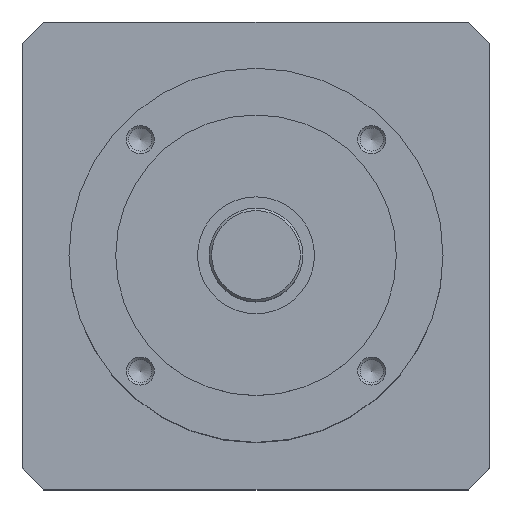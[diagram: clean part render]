
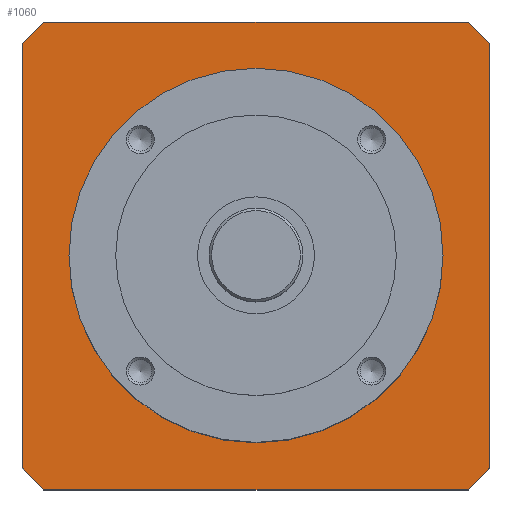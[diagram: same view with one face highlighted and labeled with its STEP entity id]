
A CAD part, top view. The second image highlights one B-rep face of the part: STEP entity #1060.
In plain terms, the highlighted face is planar.
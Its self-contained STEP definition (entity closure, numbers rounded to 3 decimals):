
#95=PLANE('',#1206);
#121=LINE('',#1745,#163);
#126=LINE('',#1760,#168);
#130=LINE('',#1772,#172);
#134=LINE('',#1784,#176);
#163=VECTOR('',#1399,1000.);
#168=VECTOR('',#1412,1000.);
#172=VECTOR('',#1424,1000.);
#176=VECTOR('',#1436,1000.);
#295=ORIENTED_EDGE('',*,*,#449,.F.);
#296=ORIENTED_EDGE('',*,*,#469,.T.);
#297=ORIENTED_EDGE('',*,*,#473,.T.);
#298=ORIENTED_EDGE('',*,*,#476,.T.);
#299=ORIENTED_EDGE('',*,*,#479,.T.);
#300=ORIENTED_EDGE('',*,*,#482,.T.);
#301=ORIENTED_EDGE('',*,*,#485,.T.);
#302=ORIENTED_EDGE('',*,*,#488,.T.);
#303=ORIENTED_EDGE('',*,*,#491,.T.);
#449=EDGE_CURVE('',#568,#568,#664,.T.);
#469=EDGE_CURVE('',#592,#593,#121,.T.);
#473=EDGE_CURVE('',#593,#596,#684,.T.);
#476=EDGE_CURVE('',#596,#598,#126,.T.);
#479=EDGE_CURVE('',#598,#600,#686,.T.);
#482=EDGE_CURVE('',#600,#602,#130,.T.);
#485=EDGE_CURVE('',#602,#604,#688,.T.);
#488=EDGE_CURVE('',#604,#606,#134,.T.);
#491=EDGE_CURVE('',#606,#592,#690,.T.);
#568=VERTEX_POINT('',#1681);
#592=VERTEX_POINT('',#1746);
#593=VERTEX_POINT('',#1747);
#596=VERTEX_POINT('',#1755);
#598=VERTEX_POINT('',#1761);
#600=VERTEX_POINT('',#1767);
#602=VERTEX_POINT('',#1773);
#604=VERTEX_POINT('',#1779);
#606=VERTEX_POINT('',#1785);
#664=CIRCLE('',#1144,40.);
#684=CIRCLE('',#1186,67.5);
#686=CIRCLE('',#1190,67.5);
#688=CIRCLE('',#1194,67.5);
#690=CIRCLE('',#1198,67.5);
#789=EDGE_LOOP('',(#295));
#790=EDGE_LOOP('',(#296,#297,#298,#299,#300,#301,#302,#303));
#925=FACE_BOUND('',#789,.T.);
#926=FACE_BOUND('',#790,.T.);
#1060=ADVANCED_FACE('',(#925,#926),#95,.T.);
#1144=AXIS2_PLACEMENT_3D('',#1680,#1317,#1318);
#1186=AXIS2_PLACEMENT_3D('',#1754,#1405,#1406);
#1190=AXIS2_PLACEMENT_3D('',#1766,#1417,#1418);
#1194=AXIS2_PLACEMENT_3D('',#1778,#1429,#1430);
#1198=AXIS2_PLACEMENT_3D('',#1790,#1441,#1442);
#1206=AXIS2_PLACEMENT_3D('',#1803,#1457,#1458);
#1317=DIRECTION('',(1.,0.,0.));
#1318=DIRECTION('',(0.,0.,-1.));
#1399=DIRECTION('',(0.,-1.,0.));
#1405=DIRECTION('',(1.,0.,0.));
#1406=DIRECTION('',(0.,0.,-1.));
#1412=DIRECTION('',(0.,0.,-1.));
#1417=DIRECTION('',(1.,0.,0.));
#1418=DIRECTION('',(0.,0.,-1.));
#1424=DIRECTION('',(0.,1.,0.));
#1429=DIRECTION('',(1.,0.,0.));
#1430=DIRECTION('',(0.,0.,-1.));
#1436=DIRECTION('',(0.,0.,1.));
#1441=DIRECTION('',(1.,0.,0.));
#1442=DIRECTION('',(0.,0.,-1.));
#1457=DIRECTION('',(1.,0.,0.));
#1458=DIRECTION('',(0.,0.,-1.));
#1680=CARTESIAN_POINT('',(-60.,0.,0.));
#1681=CARTESIAN_POINT('',(-60.,0.,-40.));
#1745=CARTESIAN_POINT('',(-60.,45.346,50.));
#1746=CARTESIAN_POINT('',(-60.,45.346,50.));
#1747=CARTESIAN_POINT('',(-60.,-45.346,50.));
#1754=CARTESIAN_POINT('',(-60.,0.,0.));
#1755=CARTESIAN_POINT('',(-60.,-50.,45.346));
#1760=CARTESIAN_POINT('',(-60.,-50.,45.346));
#1761=CARTESIAN_POINT('',(-60.,-50.,-45.346));
#1766=CARTESIAN_POINT('',(-60.,0.,0.));
#1767=CARTESIAN_POINT('',(-60.,-45.346,-50.));
#1772=CARTESIAN_POINT('',(-60.,-45.346,-50.));
#1773=CARTESIAN_POINT('',(-60.,45.346,-50.));
#1778=CARTESIAN_POINT('',(-60.,0.,0.));
#1779=CARTESIAN_POINT('',(-60.,50.,-45.346));
#1784=CARTESIAN_POINT('',(-60.,50.,-45.346));
#1785=CARTESIAN_POINT('',(-60.,50.,45.346));
#1790=CARTESIAN_POINT('',(-60.,0.,0.));
#1803=CARTESIAN_POINT('',(-60.,0.,0.));
